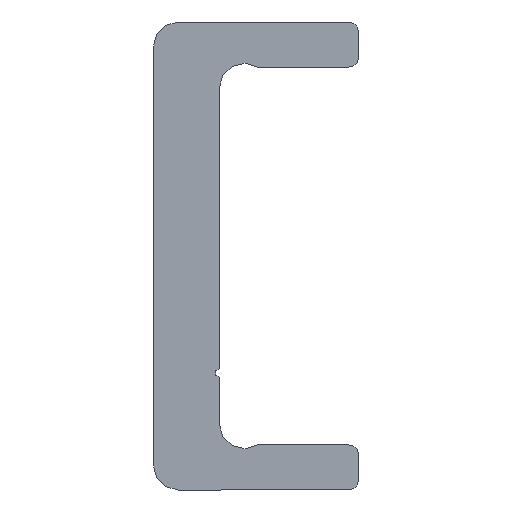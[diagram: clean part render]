
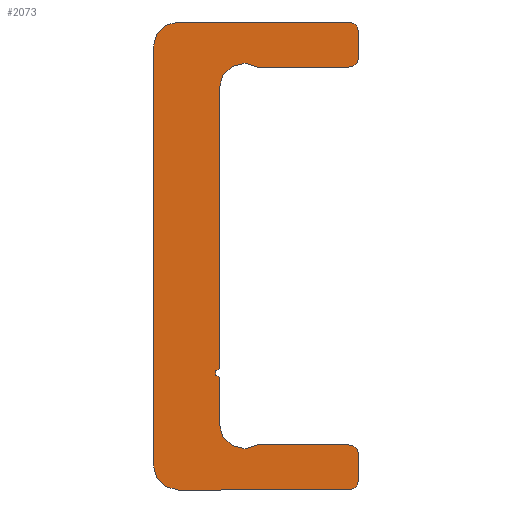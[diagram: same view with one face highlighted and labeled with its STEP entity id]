
A CAD part, left-side view. The second image highlights one B-rep face of the part: STEP entity #2073.
In plain terms, the highlighted planar face has unit normal (-1, 0, 0).
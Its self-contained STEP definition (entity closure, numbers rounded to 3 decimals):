
#1331=CARTESIAN_POINT('',(0.0,2.2,10.03));
#1332=VERTEX_POINT('',#1331);
#1339=CARTESIAN_POINT('',(0.0,2.2,-6.75));
#1340=VERTEX_POINT('',#1339);
#1341=CARTESIAN_POINT('',(0.0,2.2,10.03));
#1342=DIRECTION('',(0.0,0.0,-1.0));
#1343=VECTOR('',#1342,16.78);
#1344=LINE('',#1341,#1343);
#1345=EDGE_CURVE('',#1332,#1340,#1344,.T.);
#1448=CARTESIAN_POINT('',(0.0,-0.098,11.3));
#1449=VERTEX_POINT('',#1448);
#1456=CARTESIAN_POINT('',(0.0,0.7,10.03));
#1457=DIRECTION('',(-1.0,0.0,0.0));
#1458=DIRECTION('',(0.0,-1.0,0.0));
#1459=AXIS2_PLACEMENT_3D('',#1456,#1457,#1458);
#1460=CIRCLE('',#1459,1.5);
#1461=EDGE_CURVE('',#1449,#1332,#1460,.T.);
#1480=CARTESIAN_POINT('',(0.0,-5.55,11.3));
#1481=VERTEX_POINT('',#1480);
#1488=CARTESIAN_POINT('',(0.0,-5.55,11.3));
#1489=DIRECTION('',(0.0,1.0,0.0));
#1490=VECTOR('',#1489,5.452);
#1491=LINE('',#1488,#1490);
#1492=EDGE_CURVE('',#1481,#1449,#1491,.T.);
#1512=CARTESIAN_POINT('',(0.0,-6.15,11.9));
#1513=VERTEX_POINT('',#1512);
#1520=CARTESIAN_POINT('',(0.0,-5.55,11.9));
#1521=DIRECTION('',(1.0,0.0,0.0));
#1522=DIRECTION('',(0.0,-1.0,0.0));
#1523=AXIS2_PLACEMENT_3D('',#1520,#1521,#1522);
#1524=CIRCLE('',#1523,0.6);
#1525=EDGE_CURVE('',#1513,#1481,#1524,.T.);
#1544=CARTESIAN_POINT('',(0.0,-6.15,13.4));
#1545=VERTEX_POINT('',#1544);
#1552=CARTESIAN_POINT('',(0.0,-6.15,13.4));
#1553=DIRECTION('',(0.0,0.0,-1.0));
#1554=VECTOR('',#1553,1.5);
#1555=LINE('',#1552,#1554);
#1556=EDGE_CURVE('',#1545,#1513,#1555,.T.);
#1576=CARTESIAN_POINT('',(0.0,-5.55,14.));
#1577=VERTEX_POINT('',#1576);
#1584=CARTESIAN_POINT('',(0.0,-5.55,13.4));
#1585=DIRECTION('',(1.0,0.0,0.0));
#1586=DIRECTION('',(0.0,0.0,1.0));
#1587=AXIS2_PLACEMENT_3D('',#1584,#1585,#1586);
#1588=CIRCLE('',#1587,0.6);
#1589=EDGE_CURVE('',#1577,#1545,#1588,.T.);
#1608=CARTESIAN_POINT('',(0.0,4.65,14.));
#1609=VERTEX_POINT('',#1608);
#1616=CARTESIAN_POINT('',(0.0,4.65,14.));
#1617=DIRECTION('',(0.0,-1.0,0.0));
#1618=VECTOR('',#1617,10.2);
#1619=LINE('',#1616,#1618);
#1620=EDGE_CURVE('',#1609,#1577,#1619,.T.);
#1640=CARTESIAN_POINT('',(0.0,6.15,12.5));
#1641=VERTEX_POINT('',#1640);
#1648=CARTESIAN_POINT('',(0.0,4.65,12.5));
#1649=DIRECTION('',(1.0,0.0,0.0));
#1650=DIRECTION('',(0.0,1.0,0.0));
#1651=AXIS2_PLACEMENT_3D('',#1648,#1649,#1650);
#1652=CIRCLE('',#1651,1.5);
#1653=EDGE_CURVE('',#1641,#1609,#1652,.T.);
#1672=CARTESIAN_POINT('',(0.0,6.15,-12.5));
#1673=VERTEX_POINT('',#1672);
#1680=CARTESIAN_POINT('',(0.0,6.15,-12.5));
#1681=DIRECTION('',(0.0,0.0,1.0));
#1682=VECTOR('',#1681,25.);
#1683=LINE('',#1680,#1682);
#1684=EDGE_CURVE('',#1673,#1641,#1683,.T.);
#1782=CARTESIAN_POINT('',(0.0,4.65,-14.));
#1783=VERTEX_POINT('',#1782);
#1790=CARTESIAN_POINT('',(0.0,4.65,-12.5));
#1791=DIRECTION('',(1.0,0.0,0.0));
#1792=DIRECTION('',(0.0,0.0,-1.0));
#1793=AXIS2_PLACEMENT_3D('',#1790,#1791,#1792);
#1794=CIRCLE('',#1793,1.5);
#1795=EDGE_CURVE('',#1783,#1673,#1794,.T.);
#1814=CARTESIAN_POINT('',(0.0,-5.55,-14.));
#1815=VERTEX_POINT('',#1814);
#1822=CARTESIAN_POINT('',(0.0,-5.55,-14.));
#1823=DIRECTION('',(0.0,1.0,0.0));
#1824=VECTOR('',#1823,10.2);
#1825=LINE('',#1822,#1824);
#1826=EDGE_CURVE('',#1815,#1783,#1825,.T.);
#1846=CARTESIAN_POINT('',(0.0,-6.15,-13.4));
#1847=VERTEX_POINT('',#1846);
#1854=CARTESIAN_POINT('',(0.0,-5.55,-13.4));
#1855=DIRECTION('',(1.0,0.0,0.0));
#1856=DIRECTION('',(0.0,-1.0,0.0));
#1857=AXIS2_PLACEMENT_3D('',#1854,#1855,#1856);
#1858=CIRCLE('',#1857,0.6);
#1859=EDGE_CURVE('',#1847,#1815,#1858,.T.);
#1878=CARTESIAN_POINT('',(0.0,-6.15,-11.9));
#1879=VERTEX_POINT('',#1878);
#1886=CARTESIAN_POINT('',(0.0,-6.15,-11.9));
#1887=DIRECTION('',(0.0,0.0,-1.0));
#1888=VECTOR('',#1887,1.5);
#1889=LINE('',#1886,#1888);
#1890=EDGE_CURVE('',#1879,#1847,#1889,.T.);
#1910=CARTESIAN_POINT('',(0.0,-5.55,-11.3));
#1911=VERTEX_POINT('',#1910);
#1918=CARTESIAN_POINT('',(0.0,-5.55,-11.9));
#1919=DIRECTION('',(1.0,0.0,0.0));
#1920=DIRECTION('',(0.0,0.0,1.0));
#1921=AXIS2_PLACEMENT_3D('',#1918,#1919,#1920);
#1922=CIRCLE('',#1921,0.6);
#1923=EDGE_CURVE('',#1911,#1879,#1922,.T.);
#1942=CARTESIAN_POINT('',(0.0,-0.098,-11.3));
#1943=VERTEX_POINT('',#1942);
#1950=CARTESIAN_POINT('',(0.0,-0.098,-11.3));
#1951=DIRECTION('',(0.0,-1.0,0.0));
#1952=VECTOR('',#1951,5.452);
#1953=LINE('',#1950,#1952);
#1954=EDGE_CURVE('',#1943,#1911,#1953,.T.);
#1974=CARTESIAN_POINT('',(0.0,2.2,-10.03));
#1975=VERTEX_POINT('',#1974);
#1982=CARTESIAN_POINT('',(0.0,0.7,-10.03));
#1983=DIRECTION('',(-1.0,0.0,0.0));
#1984=DIRECTION('',(0.0,0.532,0.847));
#1985=AXIS2_PLACEMENT_3D('',#1982,#1983,#1984);
#1986=CIRCLE('',#1985,1.5);
#1987=EDGE_CURVE('',#1975,#1943,#1986,.T.);
#2006=CARTESIAN_POINT('',(0.0,2.2,-7.25));
#2007=VERTEX_POINT('',#2006);
#2014=CARTESIAN_POINT('',(0.0,2.2,-7.25));
#2015=DIRECTION('',(0.0,0.0,-1.0));
#2016=VECTOR('',#2015,2.78);
#2017=LINE('',#2014,#2016);
#2018=EDGE_CURVE('',#2007,#1975,#2017,.T.);
#2037=CARTESIAN_POINT('',(0.0,2.2,-7.));
#2038=DIRECTION('',(-1.0,0.0,0.0));
#2039=DIRECTION('',(0.0,0.0,1.0));
#2040=AXIS2_PLACEMENT_3D('',#2037,#2038,#2039);
#2041=CIRCLE('',#2040,0.25);
#2042=EDGE_CURVE('',#1340,#2007,#2041,.T.);
#2048=CARTESIAN_POINT('',(0.0,1.611,-0.021));
#2049=DIRECTION('',(1.0,0.0,0.0));
#2050=DIRECTION('',(0.0,0.0,-1.0));
#2051=AXIS2_PLACEMENT_3D('',#2048,#2049,#2050);
#2052=PLANE('',#2051);
#2053=ORIENTED_EDGE('',*,*,#2042,.F.);
#2054=ORIENTED_EDGE('',*,*,#1345,.F.);
#2055=ORIENTED_EDGE('',*,*,#1461,.F.);
#2056=ORIENTED_EDGE('',*,*,#1492,.F.);
#2057=ORIENTED_EDGE('',*,*,#1525,.F.);
#2058=ORIENTED_EDGE('',*,*,#1556,.F.);
#2059=ORIENTED_EDGE('',*,*,#1589,.F.);
#2060=ORIENTED_EDGE('',*,*,#1620,.F.);
#2061=ORIENTED_EDGE('',*,*,#1653,.F.);
#2062=ORIENTED_EDGE('',*,*,#1684,.F.);
#2063=ORIENTED_EDGE('',*,*,#1795,.F.);
#2064=ORIENTED_EDGE('',*,*,#1826,.F.);
#2065=ORIENTED_EDGE('',*,*,#1859,.F.);
#2066=ORIENTED_EDGE('',*,*,#1890,.F.);
#2067=ORIENTED_EDGE('',*,*,#1923,.F.);
#2068=ORIENTED_EDGE('',*,*,#1954,.F.);
#2069=ORIENTED_EDGE('',*,*,#1987,.F.);
#2070=ORIENTED_EDGE('',*,*,#2018,.F.);
#2071=EDGE_LOOP('',(#2053,#2054,#2055,#2056,#2057,#2058,#2059,#2060,#2061,#2062,#2063,#2064,#2065,#2066,#2067,#2068,#2069,#2070));
#2072=FACE_OUTER_BOUND('',#2071,.T.);
#2073=ADVANCED_FACE('',(#2072),#2052,.F.);
